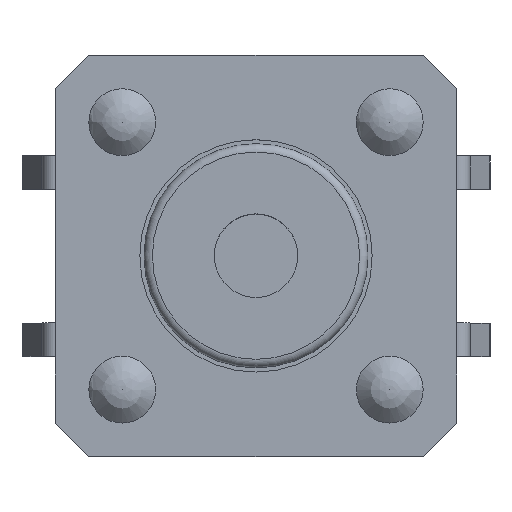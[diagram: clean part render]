
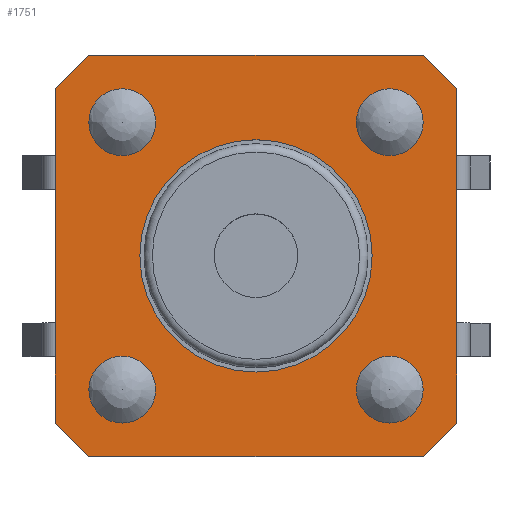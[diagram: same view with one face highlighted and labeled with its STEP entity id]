
A CAD part, top view. The second image highlights one B-rep face of the part: STEP entity #1751.
In plain terms, the highlighted planar face has unit normal (0, 0, 1).
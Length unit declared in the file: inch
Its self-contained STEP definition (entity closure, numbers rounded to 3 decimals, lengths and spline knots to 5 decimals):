
#502=CARTESIAN_POINT('',(-1.22315,0.39676,0.14173));
#503=VERTEX_POINT('',#502);
#504=CARTESIAN_POINT('',(-1.18378,0.43613,0.14173));
#505=VERTEX_POINT('',#504);
#506=CARTESIAN_POINT('',(-1.22315,0.39676,0.14173));
#507=DIRECTION('',(0.707,0.707,0.0));
#508=VECTOR('',#507,0.05568);
#509=LINE('',#506,#508);
#510=EDGE_CURVE('',#503,#505,#509,.T.);
#533=CARTESIAN_POINT('',(-1.22315,0.00306,0.14173));
#534=VERTEX_POINT('',#533);
#535=CARTESIAN_POINT('',(-1.22315,0.00306,0.14173));
#536=DIRECTION('',(0.0,1.0,0.0));
#537=VECTOR('',#536,0.3937);
#538=LINE('',#535,#537);
#539=EDGE_CURVE('',#534,#503,#538,.T.);
#625=CARTESIAN_POINT('',(-1.18378,-0.03631,0.14173));
#626=VERTEX_POINT('',#625);
#627=CARTESIAN_POINT('',(-1.18378,-0.03631,0.14173));
#628=DIRECTION('',(-0.707,0.707,0.0));
#629=VECTOR('',#628,0.05568);
#630=LINE('',#627,#629);
#631=EDGE_CURVE('',#626,#534,#630,.T.);
#649=CARTESIAN_POINT('',(-0.79008,-0.03631,0.14173));
#650=VERTEX_POINT('',#649);
#651=CARTESIAN_POINT('',(-0.79008,-0.03631,0.14173));
#652=DIRECTION('',(-1.0,0.0,0.0));
#653=VECTOR('',#652,0.3937);
#654=LINE('',#651,#653);
#655=EDGE_CURVE('',#650,#626,#654,.T.);
#673=CARTESIAN_POINT('',(-0.75071,0.00306,0.14173));
#674=VERTEX_POINT('',#673);
#675=CARTESIAN_POINT('',(-0.75071,0.00306,0.14173));
#676=DIRECTION('',(-0.707,-0.707,0.0));
#677=VECTOR('',#676,0.05568);
#678=LINE('',#675,#677);
#679=EDGE_CURVE('',#674,#650,#678,.T.);
#697=CARTESIAN_POINT('',(-0.75071,0.39676,0.14173));
#698=VERTEX_POINT('',#697);
#699=CARTESIAN_POINT('',(-0.75071,0.39676,0.14173));
#700=DIRECTION('',(0.0,-1.0,0.0));
#701=VECTOR('',#700,0.3937);
#702=LINE('',#699,#701);
#703=EDGE_CURVE('',#698,#674,#702,.T.);
#789=CARTESIAN_POINT('',(-0.79008,0.43613,0.14173));
#790=VERTEX_POINT('',#789);
#791=CARTESIAN_POINT('',(-0.79008,0.43613,0.14173));
#792=DIRECTION('',(0.707,-0.707,0.0));
#793=VECTOR('',#792,0.05568);
#794=LINE('',#791,#793);
#795=EDGE_CURVE('',#790,#698,#794,.T.);
#813=CARTESIAN_POINT('',(-1.18378,0.43613,0.14173));
#814=DIRECTION('',(1.0,0.0,0.0));
#815=VECTOR('',#814,0.3937);
#816=LINE('',#813,#815);
#817=EDGE_CURVE('',#505,#790,#816,.T.);
#1681=CARTESIAN_POINT('',(-1.24677,-0.05993,0.14173));
#1682=DIRECTION('',(0.0,0.0,1.0));
#1683=DIRECTION('',(1.0,0.0,0.0));
#1684=AXIS2_PLACEMENT_3D('',#1681,#1682,#1683);
#1685=PLANE('',#1684);
#1686=ORIENTED_EDGE('',*,*,#817,.F.);
#1687=ORIENTED_EDGE('',*,*,#510,.F.);
#1688=ORIENTED_EDGE('',*,*,#539,.F.);
#1689=ORIENTED_EDGE('',*,*,#631,.F.);
#1690=ORIENTED_EDGE('',*,*,#655,.F.);
#1691=ORIENTED_EDGE('',*,*,#679,.F.);
#1692=ORIENTED_EDGE('',*,*,#703,.F.);
#1693=ORIENTED_EDGE('',*,*,#795,.F.);
#1694=EDGE_LOOP('',(#1686,#1687,#1688,#1689,#1690,#1691,#1692,#1693));
#1695=FACE_OUTER_BOUND('',#1694,.T.);
#1696=CARTESIAN_POINT('',(-1.10504,0.04243,0.14173));
#1697=VERTEX_POINT('',#1696);
#1698=CARTESIAN_POINT('',(-1.14441,0.04243,0.14173));
#1699=DIRECTION('',(0.0,0.0,1.0));
#1700=DIRECTION('',(1.0,0.0,0.0));
#1701=AXIS2_PLACEMENT_3D('',#1698,#1699,#1700);
#1702=CIRCLE('',#1701,0.03937);
#1703=EDGE_CURVE('',#1697,#1697,#1702,.T.);
#1704=ORIENTED_EDGE('',*,*,#1703,.F.);
#1705=EDGE_LOOP('',(#1704));
#1706=FACE_BOUND('',#1705,.T.);
#1707=CARTESIAN_POINT('',(-0.86882,0.04243,0.14173));
#1708=VERTEX_POINT('',#1707);
#1709=CARTESIAN_POINT('',(-0.82945,0.04243,0.14173));
#1710=DIRECTION('',(0.0,0.0,-1.0));
#1711=DIRECTION('',(-1.0,0.0,0.0));
#1712=AXIS2_PLACEMENT_3D('',#1709,#1710,#1711);
#1713=CIRCLE('',#1712,0.03937);
#1714=EDGE_CURVE('',#1708,#1708,#1713,.T.);
#1715=ORIENTED_EDGE('',*,*,#1714,.T.);
#1716=EDGE_LOOP('',(#1715));
#1717=FACE_BOUND('',#1716,.T.);
#1718=CARTESIAN_POINT('',(-0.79008,0.35739,0.14173));
#1719=VERTEX_POINT('',#1718);
#1720=CARTESIAN_POINT('',(-0.82945,0.35739,0.14173));
#1721=DIRECTION('',(0.0,0.0,1.0));
#1722=DIRECTION('',(1.0,0.0,0.0));
#1723=AXIS2_PLACEMENT_3D('',#1720,#1721,#1722);
#1724=CIRCLE('',#1723,0.03937);
#1725=EDGE_CURVE('',#1719,#1719,#1724,.T.);
#1726=ORIENTED_EDGE('',*,*,#1725,.F.);
#1727=EDGE_LOOP('',(#1726));
#1728=FACE_BOUND('',#1727,.T.);
#1729=CARTESIAN_POINT('',(-1.10504,0.35739,0.14173));
#1730=VERTEX_POINT('',#1729);
#1731=CARTESIAN_POINT('',(-1.14441,0.35739,0.14173));
#1732=DIRECTION('',(0.0,0.0,1.0));
#1733=DIRECTION('',(1.0,0.0,0.0));
#1734=AXIS2_PLACEMENT_3D('',#1731,#1732,#1733);
#1735=CIRCLE('',#1734,0.03937);
#1736=EDGE_CURVE('',#1730,#1730,#1735,.T.);
#1737=ORIENTED_EDGE('',*,*,#1736,.F.);
#1738=EDGE_LOOP('',(#1737));
#1739=FACE_BOUND('',#1738,.T.);
#1740=CARTESIAN_POINT('',(-0.85012,0.19991,0.14173));
#1741=VERTEX_POINT('',#1740);
#1742=CARTESIAN_POINT('',(-0.98693,0.19991,0.14173));
#1743=DIRECTION('',(0.0,0.0,-1.0));
#1744=DIRECTION('',(-1.0,0.0,0.0));
#1745=AXIS2_PLACEMENT_3D('',#1742,#1743,#1744);
#1746=CIRCLE('',#1745,0.13681);
#1747=EDGE_CURVE('',#1741,#1741,#1746,.T.);
#1748=ORIENTED_EDGE('',*,*,#1747,.T.);
#1749=EDGE_LOOP('',(#1748));
#1750=FACE_BOUND('',#1749,.T.);
#1751=ADVANCED_FACE('',(#1695,#1706,#1717,#1728,#1739,#1750),#1685,.T.);
